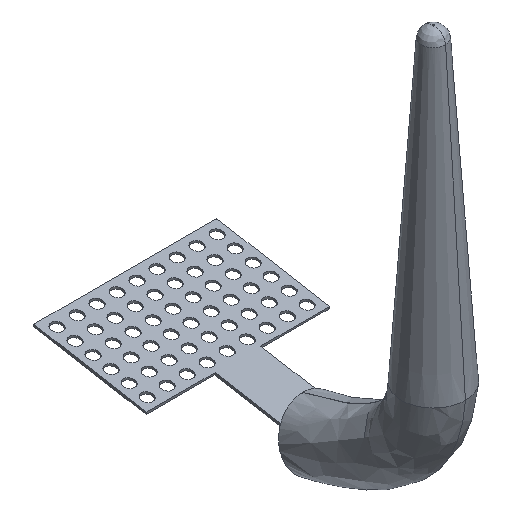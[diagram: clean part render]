
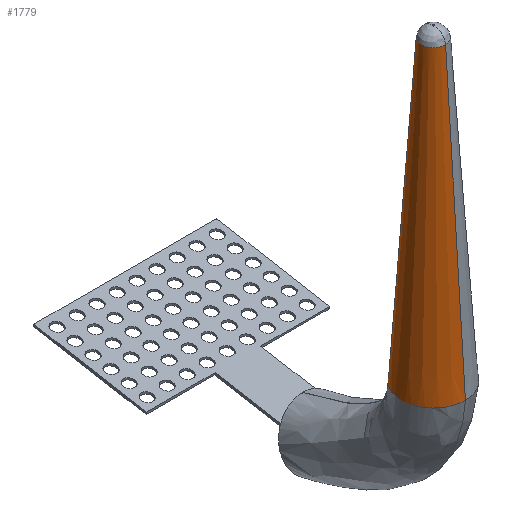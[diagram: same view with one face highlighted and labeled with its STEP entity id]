
A CAD part, isometric view. The second image highlights one B-rep face of the part: STEP entity #1779.
In plain terms, the highlighted conical face has half-angle 3.814 degrees and reference radius 14 mm.
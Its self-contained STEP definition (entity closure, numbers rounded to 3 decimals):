
#190=CONICAL_SURFACE('',#1886,14.,0.067);
#195=CIRCLE('',#1885,5.311);
#196=CIRCLE('',#1887,14.);
#197=CIRCLE('',#1888,14.);
#325=FACE_OUTER_BOUND('',#413,.T.);
#413=EDGE_LOOP('',(#1272,#1273,#1274,#1275,#1276));
#615=LINE('',#2673,#732);
#616=LINE('',#2675,#733);
#732=VECTOR('',#2118,10.);
#733=VECTOR('',#2119,10.);
#847=VERTEX_POINT('',#2664);
#849=VERTEX_POINT('',#2668);
#850=VERTEX_POINT('',#2672);
#851=VERTEX_POINT('',#2674);
#852=VERTEX_POINT('',#2676);
#1018=EDGE_CURVE('',#849,#847,#195,.T.);
#1019=EDGE_CURVE('',#847,#850,#615,.T.);
#1020=EDGE_CURVE('',#851,#849,#616,.T.);
#1021=EDGE_CURVE('',#851,#852,#196,.T.);
#1022=EDGE_CURVE('',#852,#850,#197,.T.);
#1272=ORIENTED_EDGE('',*,*,#1019,.F.);
#1273=ORIENTED_EDGE('',*,*,#1018,.F.);
#1274=ORIENTED_EDGE('',*,*,#1020,.F.);
#1275=ORIENTED_EDGE('',*,*,#1021,.T.);
#1276=ORIENTED_EDGE('',*,*,#1022,.T.);
#1779=ADVANCED_FACE('',(#325),#190,.T.);
#1885=AXIS2_PLACEMENT_3D('',#2670,#2114,#2115);
#1886=AXIS2_PLACEMENT_3D('',#2671,#2116,#2117);
#1887=AXIS2_PLACEMENT_3D('',#2677,#2120,#2121);
#1888=AXIS2_PLACEMENT_3D('',#2678,#2122,#2123);
#2114=DIRECTION('center_axis',(0.,0.,1.));
#2115=DIRECTION('ref_axis',(-1.,0.,0.));
#2116=DIRECTION('center_axis',(0.,0.,-1.));
#2117=DIRECTION('ref_axis',(-1.,0.,0.));
#2118=DIRECTION('',(0.,-0.067,-0.998));
#2119=DIRECTION('',(0.,-0.067,0.998));
#2120=DIRECTION('center_axis',(0.,0.,1.));
#2121=DIRECTION('ref_axis',(1.,0.,0.));
#2122=DIRECTION('center_axis',(0.,0.,1.));
#2123=DIRECTION('ref_axis',(1.,0.,0.));
#2664=CARTESIAN_POINT('',(0.,-5.311,130.333));
#2668=CARTESIAN_POINT('',(0.,5.311,130.333));
#2670=CARTESIAN_POINT('Origin',(0.,0.,130.333));
#2671=CARTESIAN_POINT('Origin',(0.,0.,0.));
#2672=CARTESIAN_POINT('',(0.,-14.,0.));
#2673=CARTESIAN_POINT('',(0.,-14.,0.));
#2674=CARTESIAN_POINT('',(0.,14.,0.));
#2675=CARTESIAN_POINT('',(0.,14.,0.));
#2676=CARTESIAN_POINT('',(-10.643,9.096,0.));
#2677=CARTESIAN_POINT('Origin',(0.,0.,0.));
#2678=CARTESIAN_POINT('Origin',(0.,0.,0.));
